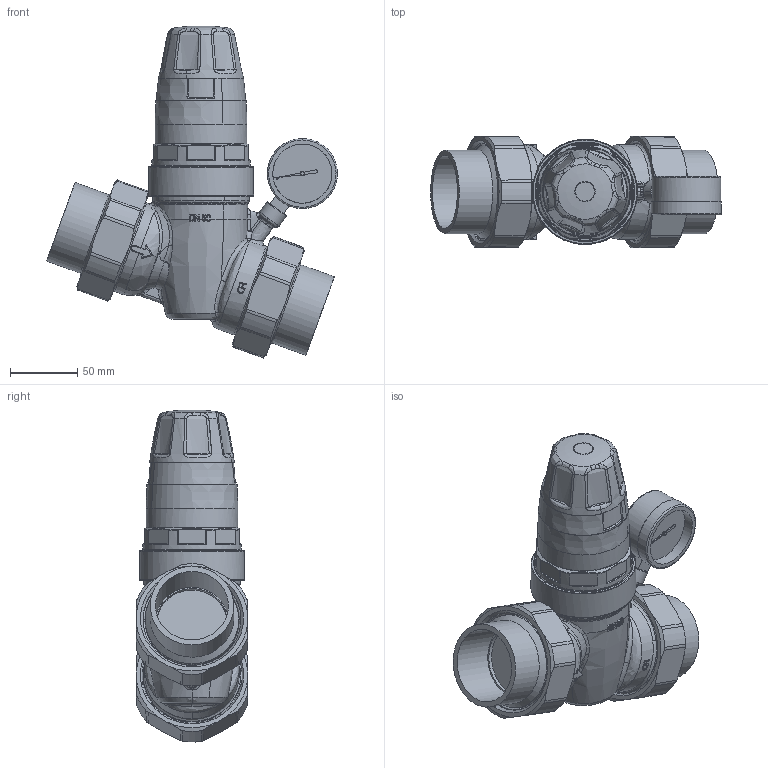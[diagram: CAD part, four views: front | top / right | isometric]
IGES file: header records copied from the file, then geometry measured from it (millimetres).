
Global section: file name: 535991HA_Simplify_1; native system: Autodesk Inventor 2025; preprocessor: unknown; author: ischreiner; date: 20250826.154420; units: inch
Bounding box: 216 x 82.86 x 246.67 mm (x, y, z)
Volume: 1216425 mm3; surface area: 154614.4 mm2
Topology: 8 solids, 8 shells, 934 faces, 2420 edges, 1532 vertices
Faces by surface type: bspline 934
